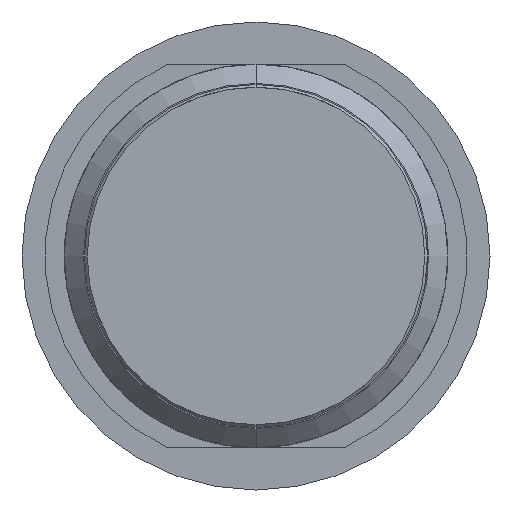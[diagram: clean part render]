
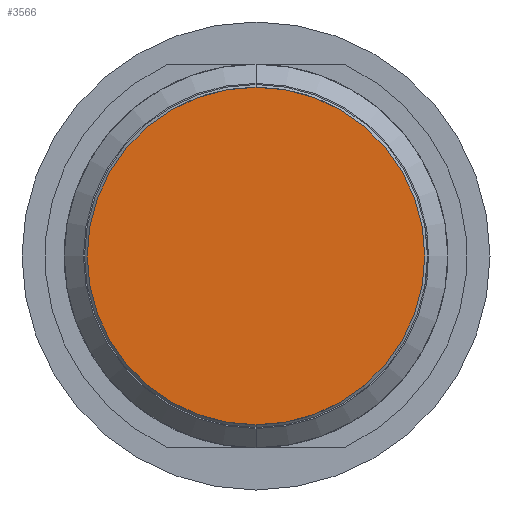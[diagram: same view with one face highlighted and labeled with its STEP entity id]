
A CAD part, front view. The second image highlights one B-rep face of the part: STEP entity #3566.
In plain terms, the highlighted planar face has unit normal (0, -1, 0).
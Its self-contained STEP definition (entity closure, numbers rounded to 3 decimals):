
#205 = CARTESIAN_POINT ( 'NONE',  ( 0., 0., -1.9 ) ) ;
#246 = AXIS2_PLACEMENT_3D ( 'NONE', #205, #3942, #739 ) ;
#338 = EDGE_CURVE ( 'Defeature ausgef�hrt1_15+Defeature ausgef�hrt1_22+Defeature ausgef�hrt1_22+Defeature ausgef�hrt1_22', #4443, #2430, #5222, .T. ) ;
#739 = DIRECTION ( 'NONE',  ( 1., 0., 0. ) ) ;
#1123 = PLANE ( 'NONE',  #246 ) ;
#2123 = CARTESIAN_POINT ( 'NONE',  ( 0., 0., 0. ) ) ;
#2151 = AXIS2_PLACEMENT_3D ( 'NONE', #3857, #4323, #4774 ) ;
#2239 = ORIENTED_EDGE ( 'NONE', *, *, #338, .T. ) ;
#2430 = VERTEX_POINT ( 'NONE', #5147 ) ;
#2869 = CIRCLE ( 'NONE', #4100, 2.2 ) ;
#3358 = EDGE_LOOP ( 'NONE', ( #2239, #4930 ) ) ;
#3566 = ADVANCED_FACE ( 'Defeature ausgef�hrt1_15', ( #3903 ), #1123, .F. ) ;
#3857 = CARTESIAN_POINT ( 'NONE',  ( 0., 0., 0. ) ) ;
#3903 = FACE_OUTER_BOUND ( 'NONE', #3358, .T. ) ;
#3942 = DIRECTION ( 'NONE',  ( 0., 1., 0. ) ) ;
#3989 = DIRECTION ( 'NONE',  ( -1., 0., 0. ) ) ;
#4100 = AXIS2_PLACEMENT_3D ( 'NONE', #2123, #5315, #3989 ) ;
#4323 = DIRECTION ( 'NONE',  ( 0., -1., 0. ) ) ;
#4443 = VERTEX_POINT ( 'NONE', #5875 ) ;
#4774 = DIRECTION ( 'NONE',  ( -1., 0., 0. ) ) ;
#4930 = ORIENTED_EDGE ( 'NONE', *, *, #5491, .T. ) ;
#5147 = CARTESIAN_POINT ( 'NONE',  ( 2.2, 0., 0. ) ) ;
#5222 = CIRCLE ( 'NONE', #2151, 2.2 ) ;
#5315 = DIRECTION ( 'NONE',  ( 0., -1., 0. ) ) ;
#5491 = EDGE_CURVE ( 'Defeature ausgef�hrt1_15+Defeature ausgef�hrt1_22+Defeature ausgef�hrt1_22+Defeature ausgef�hrt1_22', #2430, #4443, #2869, .T. ) ;
#5875 = CARTESIAN_POINT ( 'NONE',  ( -2.2, 0., 0. ) ) ;
